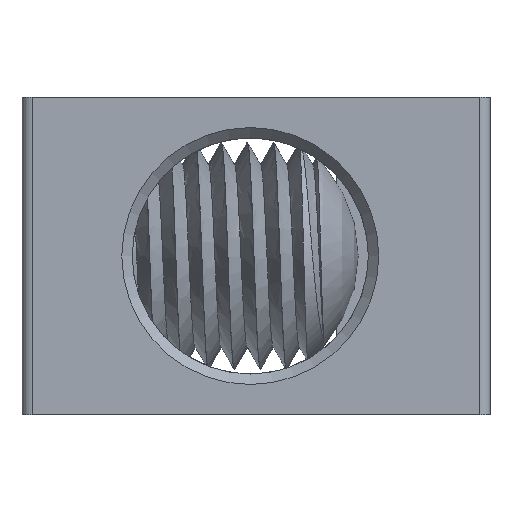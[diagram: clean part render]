
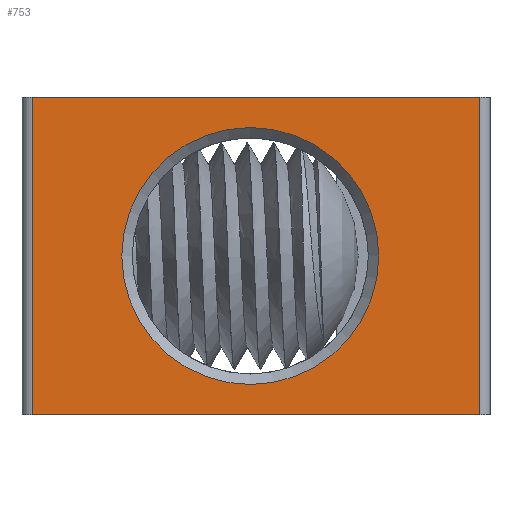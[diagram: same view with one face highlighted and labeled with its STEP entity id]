
A CAD part, left-side view. The second image highlights one B-rep face of the part: STEP entity #753.
In plain terms, the highlighted planar face has unit normal (-1, 0, 0).
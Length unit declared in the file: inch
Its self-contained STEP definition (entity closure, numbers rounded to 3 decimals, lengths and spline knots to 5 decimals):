
#66=LINE('',#1140,#121);
#67=LINE('',#1142,#122);
#68=LINE('',#1144,#123);
#69=LINE('',#1145,#124);
#121=VECTOR('',#925,0.3937);
#122=VECTOR('',#926,0.3937);
#123=VECTOR('',#927,0.3937);
#124=VECTOR('',#928,0.3937);
#176=PLANE('',#837);
#200=FACE_BOUND('',#263,.T.);
#215=FACE_OUTER_BOUND('',#262,.T.);
#262=EDGE_LOOP('',(#535,#536,#537,#538));
#263=EDGE_LOOP('',(#539));
#322=CIRCLE('',#836,0.2465);
#353=VERTEX_POINT('',#1135);
#354=VERTEX_POINT('',#1138);
#355=VERTEX_POINT('',#1139);
#356=VERTEX_POINT('',#1141);
#357=VERTEX_POINT('',#1143);
#427=EDGE_CURVE('',#353,#353,#322,.T.);
#428=EDGE_CURVE('',#354,#355,#66,.T.);
#429=EDGE_CURVE('',#356,#354,#67,.T.);
#430=EDGE_CURVE('',#357,#356,#68,.T.);
#431=EDGE_CURVE('',#355,#357,#69,.T.);
#535=ORIENTED_EDGE('',*,*,#428,.F.);
#536=ORIENTED_EDGE('',*,*,#429,.F.);
#537=ORIENTED_EDGE('',*,*,#430,.F.);
#538=ORIENTED_EDGE('',*,*,#431,.F.);
#539=ORIENTED_EDGE('',*,*,#427,.F.);
#753=ADVANCED_FACE('',(#215,#200),#176,.T.);
#836=AXIS2_PLACEMENT_3D('',#1136,#921,#922);
#837=AXIS2_PLACEMENT_3D('',#1137,#923,#924);
#921=DIRECTION('center_axis',(-1.,0.,0.));
#922=DIRECTION('ref_axis',(0.,1.,0.));
#923=DIRECTION('center_axis',(-1.,0.,0.));
#924=DIRECTION('ref_axis',(0.,1.,0.));
#925=DIRECTION('',(0.,0.,-1.));
#926=DIRECTION('',(0.,-1.,0.));
#927=DIRECTION('',(0.,0.,1.));
#928=DIRECTION('',(0.,1.,0.));
#1135=CARTESIAN_POINT('',(0.,0.1065,-0.305));
#1136=CARTESIAN_POINT('Origin',(0.,0.353,-0.305));
#1137=CARTESIAN_POINT('Origin',(0.,-0.107,0.));
#1138=CARTESIAN_POINT('',(0.,-0.087,0.));
#1139=CARTESIAN_POINT('',(0.,-0.087,-0.61));
#1140=CARTESIAN_POINT('',(0.,-0.087,0.));
#1141=CARTESIAN_POINT('',(0.,0.771,0.));
#1142=CARTESIAN_POINT('',(0.,0.,0.));
#1143=CARTESIAN_POINT('',(0.,0.771,-0.61));
#1144=CARTESIAN_POINT('',(0.,0.771,0.));
#1145=CARTESIAN_POINT('',(0.,0.,-0.61));
